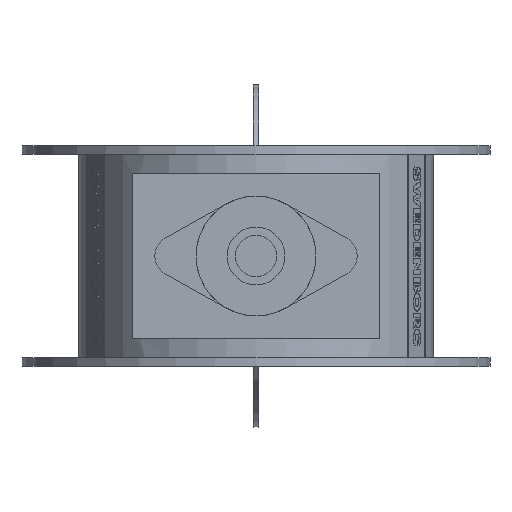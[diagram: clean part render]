
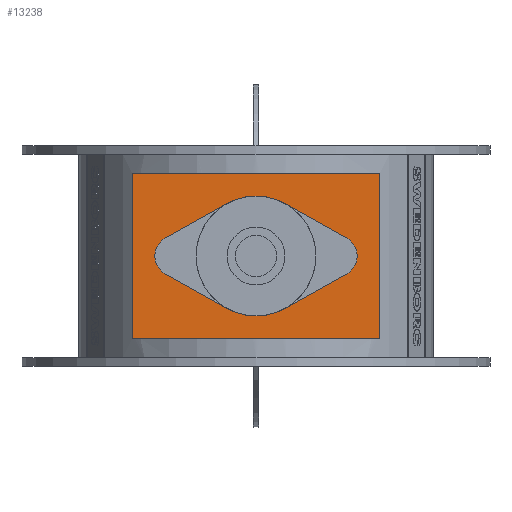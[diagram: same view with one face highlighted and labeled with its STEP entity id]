
A CAD part, left-side view. The second image highlights one B-rep face of the part: STEP entity #13238.
In plain terms, the highlighted planar face has unit normal (-1, 0, 0).
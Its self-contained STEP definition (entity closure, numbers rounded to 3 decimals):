
#126=CIRCLE('',#13810,15.);
#128=CIRCLE('',#13814,43.5);
#130=CIRCLE('',#13816,43.5);
#131=CIRCLE('',#13817,43.5);
#132=CIRCLE('',#13820,15.);
#292=FACE_BOUND('',#2141,.T.);
#746=PLANE('',#13830);
#1378=FACE_OUTER_BOUND('',#2140,.T.);
#2140=EDGE_LOOP('',(#11493,#11494,#11495,#11496));
#2141=EDGE_LOOP('',(#11497,#11498,#11499,#11500,#11501,#11502,#11503,#11504,
#11505));
#3455=LINE('',#22729,#4780);
#3460=LINE('',#22743,#4785);
#3466=LINE('',#22760,#4791);
#3469=LINE('',#22767,#4794);
#3478=LINE('',#22787,#4803);
#3481=LINE('',#22792,#4806);
#3483=LINE('',#22796,#4808);
#3485=LINE('',#22799,#4810);
#4780=VECTOR('',#16129,10.);
#4785=VECTOR('',#16142,10.);
#4791=VECTOR('',#16160,10.);
#4794=VECTOR('',#16169,10.);
#4803=VECTOR('',#16188,10.);
#4806=VECTOR('',#16193,10.);
#4808=VECTOR('',#16197,10.);
#4810=VECTOR('',#16201,10.);
#6355=VERTEX_POINT('',#22727);
#6356=VERTEX_POINT('',#22728);
#6359=VERTEX_POINT('',#22736);
#6361=VERTEX_POINT('',#22742);
#6363=VERTEX_POINT('',#22748);
#6364=VERTEX_POINT('',#22752);
#6365=VERTEX_POINT('',#22755);
#6366=VERTEX_POINT('',#22759);
#6367=VERTEX_POINT('',#22763);
#6372=VERTEX_POINT('',#22785);
#6373=VERTEX_POINT('',#22786);
#6374=VERTEX_POINT('',#22791);
#6375=VERTEX_POINT('',#22795);
#8083=EDGE_CURVE('',#6355,#6356,#3455,.T.);
#8087=EDGE_CURVE('',#6356,#6359,#126,.T.);
#8090=EDGE_CURVE('',#6359,#6361,#3460,.T.);
#8094=EDGE_CURVE('',#6361,#6363,#128,.T.);
#8096=EDGE_CURVE('',#6364,#6355,#130,.T.);
#8099=EDGE_CURVE('',#6363,#6365,#131,.T.);
#8100=EDGE_CURVE('',#6365,#6366,#3466,.T.);
#8102=EDGE_CURVE('',#6366,#6367,#132,.T.);
#8104=EDGE_CURVE('',#6367,#6364,#3469,.T.);
#8113=EDGE_CURVE('',#6372,#6373,#3478,.T.);
#8116=EDGE_CURVE('',#6374,#6372,#3481,.T.);
#8118=EDGE_CURVE('',#6375,#6374,#3483,.T.);
#8120=EDGE_CURVE('',#6373,#6375,#3485,.T.);
#11493=ORIENTED_EDGE('',*,*,#8120,.F.);
#11494=ORIENTED_EDGE('',*,*,#8113,.F.);
#11495=ORIENTED_EDGE('',*,*,#8116,.F.);
#11496=ORIENTED_EDGE('',*,*,#8118,.F.);
#11497=ORIENTED_EDGE('',*,*,#8083,.T.);
#11498=ORIENTED_EDGE('',*,*,#8087,.T.);
#11499=ORIENTED_EDGE('',*,*,#8090,.T.);
#11500=ORIENTED_EDGE('',*,*,#8094,.T.);
#11501=ORIENTED_EDGE('',*,*,#8099,.T.);
#11502=ORIENTED_EDGE('',*,*,#8100,.T.);
#11503=ORIENTED_EDGE('',*,*,#8102,.T.);
#11504=ORIENTED_EDGE('',*,*,#8104,.T.);
#11505=ORIENTED_EDGE('',*,*,#8096,.T.);
#13238=ADVANCED_FACE('',(#1378,#292),#746,.F.);
#13810=AXIS2_PLACEMENT_3D('',#22737,#16135,#16136);
#13814=AXIS2_PLACEMENT_3D('',#22750,#16148,#16149);
#13816=AXIS2_PLACEMENT_3D('',#22753,#16152,#16153);
#13817=AXIS2_PLACEMENT_3D('',#22757,#16156,#16157);
#13820=AXIS2_PLACEMENT_3D('',#22764,#16164,#16165);
#13830=AXIS2_PLACEMENT_3D('',#22800,#16202,#16203);
#16129=DIRECTION('',(0.,-0.873,-0.487));
#16135=DIRECTION('center_axis',(1.,0.,0.));
#16136=DIRECTION('ref_axis',(0.,0.,1.));
#16142=DIRECTION('',(0.,0.873,-0.487));
#16148=DIRECTION('center_axis',(1.,0.,0.));
#16149=DIRECTION('ref_axis',(0.,0.,1.));
#16152=DIRECTION('center_axis',(1.,0.,0.));
#16153=DIRECTION('ref_axis',(0.,0.,1.));
#16156=DIRECTION('center_axis',(1.,0.,0.));
#16157=DIRECTION('ref_axis',(0.,0.,1.));
#16160=DIRECTION('',(0.,0.873,0.487));
#16164=DIRECTION('center_axis',(1.,0.,0.));
#16165=DIRECTION('ref_axis',(0.,0.,1.));
#16169=DIRECTION('',(0.,-0.873,0.487));
#16188=DIRECTION('',(0.,0.,1.));
#16193=DIRECTION('',(0.,1.,0.));
#16197=DIRECTION('',(0.,0.,-1.));
#16201=DIRECTION('',(0.,-1.,0.));
#16202=DIRECTION('center_axis',(1.,0.,0.));
#16203=DIRECTION('ref_axis',(0.,0.,-1.));
#22727=CARTESIAN_POINT('',(-299.,-21.192,37.989));
#22728=CARTESIAN_POINT('',(-299.,-65.808,13.1));
#22729=CARTESIAN_POINT('',(-299.,-43.5,25.544));
#22736=CARTESIAN_POINT('',(-299.,-65.808,-13.1));
#22737=CARTESIAN_POINT('Origin',(-299.,-58.5,0.));
#22742=CARTESIAN_POINT('',(-299.,-21.192,-37.989));
#22743=CARTESIAN_POINT('',(-299.,-21.192,-37.989));
#22748=CARTESIAN_POINT('',(-299.,0.,-43.5));
#22750=CARTESIAN_POINT('Origin',(-299.,0.,0.));
#22752=CARTESIAN_POINT('',(-299.,21.192,37.989));
#22753=CARTESIAN_POINT('Origin',(-299.,0.,0.));
#22755=CARTESIAN_POINT('',(-299.,21.192,-37.989));
#22757=CARTESIAN_POINT('Origin',(-299.,0.,0.));
#22759=CARTESIAN_POINT('',(-299.,65.808,-13.1));
#22760=CARTESIAN_POINT('',(-299.,43.5,-25.544));
#22763=CARTESIAN_POINT('',(-299.,65.808,13.1));
#22764=CARTESIAN_POINT('Origin',(-299.,58.5,0.));
#22767=CARTESIAN_POINT('',(-299.,21.192,37.989));
#22785=CARTESIAN_POINT('',(-299.,90.,-60.));
#22786=CARTESIAN_POINT('',(-299.,90.,60.));
#22787=CARTESIAN_POINT('',(-299.,90.,-60.));
#22791=CARTESIAN_POINT('',(-299.,-90.,-60.));
#22792=CARTESIAN_POINT('',(-299.,-90.,-60.));
#22795=CARTESIAN_POINT('',(-299.,-90.,60.));
#22796=CARTESIAN_POINT('',(-299.,-90.,60.));
#22799=CARTESIAN_POINT('',(-299.,90.,60.));
#22800=CARTESIAN_POINT('Origin',(-299.,0.,0.));
